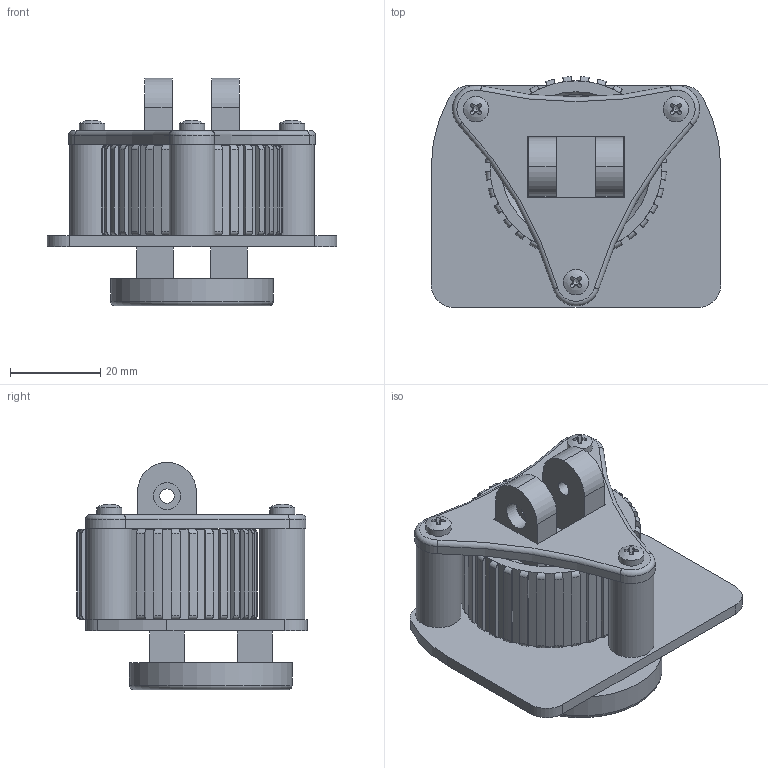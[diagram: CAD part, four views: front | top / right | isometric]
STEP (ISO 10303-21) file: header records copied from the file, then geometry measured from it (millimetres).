
FILE_DESCRIPTION(('FreeCAD Model'),'2;1');
FILE_NAME('Y-Axis-Tensioner_Assembled.step','2020-08-11T20:25:31',(''),(''), 'Open CASCADE STEP processor 7.3','FreeCAD','Unknown');
FILE_SCHEMA(('CONFIG_CONTROL_DESIGN','SHAPE_APPEARANCE_LAYER_MIM'));
Length unit declared in the file: millimetre
Products named in the file (7): Y-Axis-Tensioner; Frame; CoveringPanel; KnurledWheelFlat; Slider; CounterPlate; M3x8-Screw017
Assembly tree (12 placements, depth 2):
  Y-Axis-Tensioner
    Frame
    CoveringPanel
    KnurledWheelFlat
    Slider
    CounterPlate
    M3x8-Screw017  x7
Bounding box: 64 x 51.02 x 50.3 mm (x, y, z)
Volume: 40868.4 mm3; surface area: 28914.3 mm2
Topology: 12 solids, 12 shells, 545 faces, 1367 edges, 870 vertices
Faces by surface type: plane 294, cylinder 91, torus 72, cone 41, bspline 33, revolution 7, sphere 7
Full cylindrical faces by diameter (mm): 2.66 x7, 3 x7, 3.2 x2, 3.4 x7, 5.6 x7, 6 x1, 6.4 x4, 10 x3, 15.7 x1, 16.2 x1, 36 x1
Entity records: 18701 total; most frequent: CARTESIAN_POINT 9787, ORIENTED_EDGE 1880, DIRECTION 1623, EDGE_CURVE 940, AXIS2_PLACEMENT_3D 658, VERTEX_POINT 594, FACE_BOUND 430, EDGE_LOOP 430
